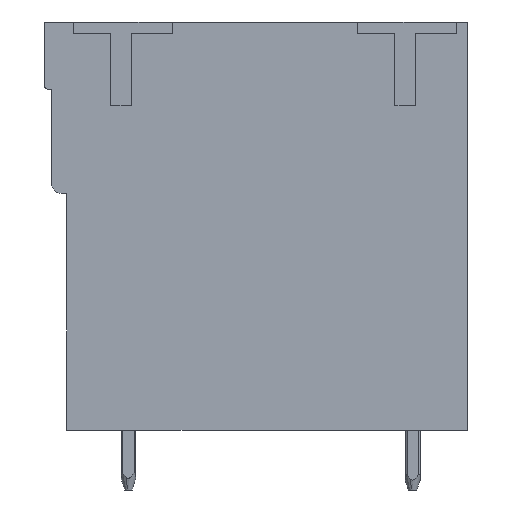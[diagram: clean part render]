
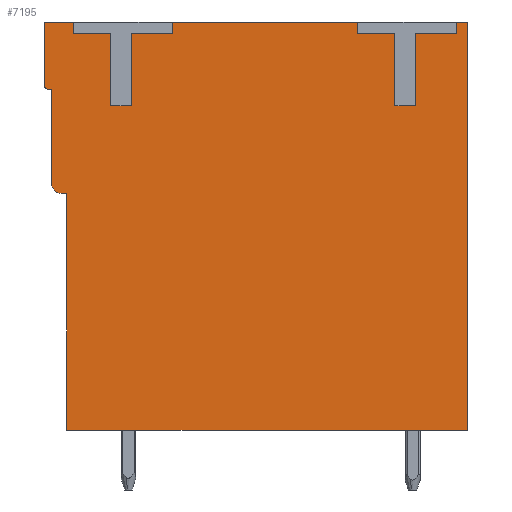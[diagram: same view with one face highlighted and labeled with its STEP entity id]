
A CAD part, left-side view. The second image highlights one B-rep face of the part: STEP entity #7195.
In plain terms, the highlighted planar face has unit normal (-1, 0, 0).
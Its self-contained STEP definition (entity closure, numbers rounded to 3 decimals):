
#6611=AXIS2_PLACEMENT_3D('Circle Axis2P3D',#6609,#6610,$) ;
#6683=AXIS2_PLACEMENT_3D('Circle Axis2P3D',#6681,#6682,$) ;
#7153=AXIS2_PLACEMENT_3D('Plane Axis2P3D',#7150,#7151,#7152) ;
#458=CARTESIAN_POINT('Vertex',(0.3,21.5,3.2)) ;
#461=CARTESIAN_POINT('Line Origine',(0.3,21.5,9.55)) ;
#465=CARTESIAN_POINT('Vertex',(0.3,21.5,15.9)) ;
#5859=CARTESIAN_POINT('Vertex',(0.3,5.9,25.1)) ;
#5862=CARTESIAN_POINT('Line Origine',(0.3,5.9,24.8)) ;
#5866=CARTESIAN_POINT('Vertex',(0.3,5.9,24.5)) ;
#5881=CARTESIAN_POINT('Line Origine',(0.3,4.9,24.5)) ;
#5885=CARTESIAN_POINT('Vertex',(0.3,3.9,24.5)) ;
#5900=CARTESIAN_POINT('Line Origine',(0.3,3.9,22.55)) ;
#5904=CARTESIAN_POINT('Vertex',(0.3,3.9,20.6)) ;
#5919=CARTESIAN_POINT('Line Origine',(0.3,3.35,20.6)) ;
#5923=CARTESIAN_POINT('Vertex',(0.3,2.8,20.6)) ;
#5938=CARTESIAN_POINT('Line Origine',(0.3,2.8,22.55)) ;
#5942=CARTESIAN_POINT('Vertex',(0.3,2.8,24.5)) ;
#5957=CARTESIAN_POINT('Line Origine',(0.3,1.7,24.5)) ;
#5961=CARTESIAN_POINT('Vertex',(0.3,0.6,24.5)) ;
#5976=CARTESIAN_POINT('Line Origine',(0.3,0.6,24.8)) ;
#5980=CARTESIAN_POINT('Vertex',(0.3,0.6,25.1)) ;
#5999=CARTESIAN_POINT('Vertex',(0.3,21.14,25.1)) ;
#6002=CARTESIAN_POINT('Line Origine',(0.3,21.14,24.8)) ;
#6006=CARTESIAN_POINT('Vertex',(0.3,21.14,24.5)) ;
#6021=CARTESIAN_POINT('Line Origine',(0.3,20.14,24.5)) ;
#6025=CARTESIAN_POINT('Vertex',(0.3,19.14,24.5)) ;
#6040=CARTESIAN_POINT('Line Origine',(0.3,19.14,22.55)) ;
#6044=CARTESIAN_POINT('Vertex',(0.3,19.14,20.6)) ;
#6059=CARTESIAN_POINT('Line Origine',(0.3,18.59,20.6)) ;
#6063=CARTESIAN_POINT('Vertex',(0.3,18.04,20.6)) ;
#6078=CARTESIAN_POINT('Line Origine',(0.3,18.04,22.55)) ;
#6082=CARTESIAN_POINT('Vertex',(0.3,18.04,24.5)) ;
#6097=CARTESIAN_POINT('Line Origine',(0.3,16.94,24.5)) ;
#6101=CARTESIAN_POINT('Vertex',(0.3,15.84,24.5)) ;
#6116=CARTESIAN_POINT('Line Origine',(0.3,15.84,24.8)) ;
#6120=CARTESIAN_POINT('Vertex',(0.3,15.84,25.1)) ;
#6585=CARTESIAN_POINT('Line Origine',(0.3,21.65,15.9)) ;
#6589=CARTESIAN_POINT('Vertex',(0.3,21.8,15.9)) ;
#6609=CARTESIAN_POINT('Axis2P3D Location',(0.3,21.8,16.4)) ;
#6613=CARTESIAN_POINT('Vertex',(0.3,22.3,16.4)) ;
#6633=CARTESIAN_POINT('Line Origine',(0.3,22.3,18.95)) ;
#6637=CARTESIAN_POINT('Vertex',(0.3,22.3,21.5)) ;
#6657=CARTESIAN_POINT('Line Origine',(0.3,22.4,21.5)) ;
#6661=CARTESIAN_POINT('Vertex',(0.3,22.5,21.5)) ;
#6681=CARTESIAN_POINT('Axis2P3D Location',(0.3,22.5,21.7)) ;
#6685=CARTESIAN_POINT('Vertex',(0.3,22.7,21.7)) ;
#6705=CARTESIAN_POINT('Line Origine',(0.3,22.7,23.4)) ;
#6709=CARTESIAN_POINT('Vertex',(0.3,22.7,25.1)) ;
#6729=CARTESIAN_POINT('Line Origine',(0.3,10.87,25.1)) ;
#6734=CARTESIAN_POINT('Line Origine',(0.3,0.3,25.1)) ;
#6738=CARTESIAN_POINT('Vertex',(0.3,0.,25.1)) ;
#6746=CARTESIAN_POINT('Line Origine',(0.3,21.92,25.1)) ;
#7150=CARTESIAN_POINT('Axis2P3D Location',(0.3,0.,0.)) ;
#7155=CARTESIAN_POINT('Line Origine',(0.3,10.75,3.2)) ;
#7159=CARTESIAN_POINT('Vertex',(0.3,0.,3.2)) ;
#7162=CARTESIAN_POINT('Line Origine',(0.3,0.,14.15)) ;
#462=DIRECTION('Vector Direction',(0.,0.,1.)) ;
#5863=DIRECTION('Vector Direction',(0.,0.,1.)) ;
#5882=DIRECTION('Vector Direction',(0.,1.,0.)) ;
#5901=DIRECTION('Vector Direction',(0.,0.,1.)) ;
#5920=DIRECTION('Vector Direction',(0.,1.,0.)) ;
#5939=DIRECTION('Vector Direction',(0.,0.,-1.)) ;
#5958=DIRECTION('Vector Direction',(0.,1.,0.)) ;
#5977=DIRECTION('Vector Direction',(0.,0.,-1.)) ;
#6003=DIRECTION('Vector Direction',(0.,0.,1.)) ;
#6022=DIRECTION('Vector Direction',(0.,1.,0.)) ;
#6041=DIRECTION('Vector Direction',(0.,0.,1.)) ;
#6060=DIRECTION('Vector Direction',(0.,1.,0.)) ;
#6079=DIRECTION('Vector Direction',(0.,0.,-1.)) ;
#6098=DIRECTION('Vector Direction',(0.,1.,0.)) ;
#6117=DIRECTION('Vector Direction',(0.,0.,-1.)) ;
#6586=DIRECTION('Vector Direction',(0.,1.,0.)) ;
#6610=DIRECTION('Axis2P3D Direction',(-1.,0.,0.)) ;
#6634=DIRECTION('Vector Direction',(0.,0.,1.)) ;
#6658=DIRECTION('Vector Direction',(0.,1.,0.)) ;
#6682=DIRECTION('Axis2P3D Direction',(-1.,0.,0.)) ;
#6706=DIRECTION('Vector Direction',(0.,0.,1.)) ;
#6730=DIRECTION('Vector Direction',(0.,-1.,0.)) ;
#6735=DIRECTION('Vector Direction',(0.,-1.,0.)) ;
#6747=DIRECTION('Vector Direction',(0.,-1.,0.)) ;
#7151=DIRECTION('Axis2P3D Direction',(-1.,0.,0.)) ;
#7152=DIRECTION('Axis2P3D XDirection',(0.,0.,1.)) ;
#7156=DIRECTION('Vector Direction',(0.,1.,0.)) ;
#7163=DIRECTION('Vector Direction',(0.,0.,-1.)) ;
#463=VECTOR('Line Direction',#462,1.) ;
#5864=VECTOR('Line Direction',#5863,1.) ;
#5883=VECTOR('Line Direction',#5882,1.) ;
#5902=VECTOR('Line Direction',#5901,1.) ;
#5921=VECTOR('Line Direction',#5920,1.) ;
#5940=VECTOR('Line Direction',#5939,1.) ;
#5959=VECTOR('Line Direction',#5958,1.) ;
#5978=VECTOR('Line Direction',#5977,1.) ;
#6004=VECTOR('Line Direction',#6003,1.) ;
#6023=VECTOR('Line Direction',#6022,1.) ;
#6042=VECTOR('Line Direction',#6041,1.) ;
#6061=VECTOR('Line Direction',#6060,1.) ;
#6080=VECTOR('Line Direction',#6079,1.) ;
#6099=VECTOR('Line Direction',#6098,1.) ;
#6118=VECTOR('Line Direction',#6117,1.) ;
#6587=VECTOR('Line Direction',#6586,1.) ;
#6635=VECTOR('Line Direction',#6634,1.) ;
#6659=VECTOR('Line Direction',#6658,1.) ;
#6707=VECTOR('Line Direction',#6706,1.) ;
#6731=VECTOR('Line Direction',#6730,1.) ;
#6736=VECTOR('Line Direction',#6735,1.) ;
#6748=VECTOR('Line Direction',#6747,1.) ;
#7157=VECTOR('Line Direction',#7156,1.) ;
#7164=VECTOR('Line Direction',#7163,1.) ;
#7168=ORIENTED_EDGE('',*,*,#6733,.T.) ;
#7169=ORIENTED_EDGE('',*,*,#6122,.F.) ;
#7170=ORIENTED_EDGE('',*,*,#6103,.F.) ;
#7171=ORIENTED_EDGE('',*,*,#6084,.F.) ;
#7172=ORIENTED_EDGE('',*,*,#6065,.F.) ;
#7173=ORIENTED_EDGE('',*,*,#6046,.F.) ;
#7174=ORIENTED_EDGE('',*,*,#6027,.F.) ;
#7175=ORIENTED_EDGE('',*,*,#6008,.F.) ;
#7176=ORIENTED_EDGE('',*,*,#6750,.T.) ;
#7177=ORIENTED_EDGE('',*,*,#6711,.T.) ;
#7178=ORIENTED_EDGE('',*,*,#6687,.T.) ;
#7179=ORIENTED_EDGE('',*,*,#6663,.T.) ;
#7180=ORIENTED_EDGE('',*,*,#6639,.T.) ;
#7181=ORIENTED_EDGE('',*,*,#6615,.T.) ;
#7182=ORIENTED_EDGE('',*,*,#6591,.T.) ;
#7183=ORIENTED_EDGE('',*,*,#467,.T.) ;
#7184=ORIENTED_EDGE('',*,*,#7161,.T.) ;
#7185=ORIENTED_EDGE('',*,*,#7166,.T.) ;
#7186=ORIENTED_EDGE('',*,*,#6740,.T.) ;
#7187=ORIENTED_EDGE('',*,*,#5982,.F.) ;
#7188=ORIENTED_EDGE('',*,*,#5963,.F.) ;
#7189=ORIENTED_EDGE('',*,*,#5944,.F.) ;
#7190=ORIENTED_EDGE('',*,*,#5925,.F.) ;
#7191=ORIENTED_EDGE('',*,*,#5906,.F.) ;
#7192=ORIENTED_EDGE('',*,*,#5887,.F.) ;
#7193=ORIENTED_EDGE('',*,*,#5868,.F.) ;
#7195=ADVANCED_FACE('HOUSING',(#7194),#7154,.T.) ;
#6612=CIRCLE('generated circle',#6611,0.5) ;
#6684=CIRCLE('generated circle',#6683,0.2) ;
#467=EDGE_CURVE('',#466,#459,#464,.F.) ;
#5868=EDGE_CURVE('',#5860,#5867,#5865,.F.) ;
#5887=EDGE_CURVE('',#5867,#5886,#5884,.F.) ;
#5906=EDGE_CURVE('',#5886,#5905,#5903,.F.) ;
#5925=EDGE_CURVE('',#5905,#5924,#5922,.F.) ;
#5944=EDGE_CURVE('',#5924,#5943,#5941,.F.) ;
#5963=EDGE_CURVE('',#5943,#5962,#5960,.F.) ;
#5982=EDGE_CURVE('',#5962,#5981,#5979,.F.) ;
#6008=EDGE_CURVE('',#6000,#6007,#6005,.F.) ;
#6027=EDGE_CURVE('',#6007,#6026,#6024,.F.) ;
#6046=EDGE_CURVE('',#6026,#6045,#6043,.F.) ;
#6065=EDGE_CURVE('',#6045,#6064,#6062,.F.) ;
#6084=EDGE_CURVE('',#6064,#6083,#6081,.F.) ;
#6103=EDGE_CURVE('',#6083,#6102,#6100,.F.) ;
#6122=EDGE_CURVE('',#6102,#6121,#6119,.F.) ;
#6591=EDGE_CURVE('',#6590,#466,#6588,.F.) ;
#6615=EDGE_CURVE('',#6614,#6590,#6612,.T.) ;
#6639=EDGE_CURVE('',#6638,#6614,#6636,.F.) ;
#6663=EDGE_CURVE('',#6662,#6638,#6660,.F.) ;
#6687=EDGE_CURVE('',#6686,#6662,#6684,.T.) ;
#6711=EDGE_CURVE('',#6710,#6686,#6708,.F.) ;
#6733=EDGE_CURVE('',#5860,#6121,#6732,.F.) ;
#6740=EDGE_CURVE('',#6739,#5981,#6737,.F.) ;
#6750=EDGE_CURVE('',#6000,#6710,#6749,.F.) ;
#7161=EDGE_CURVE('',#459,#7160,#7158,.F.) ;
#7166=EDGE_CURVE('',#7160,#6739,#7165,.F.) ;
#7167=EDGE_LOOP('',(#7168,#7169,#7170,#7171,#7172,#7173,#7174,#7175,#7176,#7177,#7178,#7179,#7180,#7181,#7182,#7183,#7184,#7185,#7186,#7187,#7188,#7189,#7190,#7191,#7192,#7193)) ;
#7194=FACE_OUTER_BOUND('',#7167,.T.) ;
#464=LINE('Line',#461,#463) ;
#5865=LINE('Line',#5862,#5864) ;
#5884=LINE('Line',#5881,#5883) ;
#5903=LINE('Line',#5900,#5902) ;
#5922=LINE('Line',#5919,#5921) ;
#5941=LINE('Line',#5938,#5940) ;
#5960=LINE('Line',#5957,#5959) ;
#5979=LINE('Line',#5976,#5978) ;
#6005=LINE('Line',#6002,#6004) ;
#6024=LINE('Line',#6021,#6023) ;
#6043=LINE('Line',#6040,#6042) ;
#6062=LINE('Line',#6059,#6061) ;
#6081=LINE('Line',#6078,#6080) ;
#6100=LINE('Line',#6097,#6099) ;
#6119=LINE('Line',#6116,#6118) ;
#6588=LINE('Line',#6585,#6587) ;
#6636=LINE('Line',#6633,#6635) ;
#6660=LINE('Line',#6657,#6659) ;
#6708=LINE('Line',#6705,#6707) ;
#6732=LINE('Line',#6729,#6731) ;
#6737=LINE('Line',#6734,#6736) ;
#6749=LINE('Line',#6746,#6748) ;
#7158=LINE('Line',#7155,#7157) ;
#7165=LINE('Line',#7162,#7164) ;
#7154=PLANE('',#7153) ;
#459=VERTEX_POINT('',#458) ;
#466=VERTEX_POINT('',#465) ;
#5860=VERTEX_POINT('',#5859) ;
#5867=VERTEX_POINT('',#5866) ;
#5886=VERTEX_POINT('',#5885) ;
#5905=VERTEX_POINT('',#5904) ;
#5924=VERTEX_POINT('',#5923) ;
#5943=VERTEX_POINT('',#5942) ;
#5962=VERTEX_POINT('',#5961) ;
#5981=VERTEX_POINT('',#5980) ;
#6000=VERTEX_POINT('',#5999) ;
#6007=VERTEX_POINT('',#6006) ;
#6026=VERTEX_POINT('',#6025) ;
#6045=VERTEX_POINT('',#6044) ;
#6064=VERTEX_POINT('',#6063) ;
#6083=VERTEX_POINT('',#6082) ;
#6102=VERTEX_POINT('',#6101) ;
#6121=VERTEX_POINT('',#6120) ;
#6590=VERTEX_POINT('',#6589) ;
#6614=VERTEX_POINT('',#6613) ;
#6638=VERTEX_POINT('',#6637) ;
#6662=VERTEX_POINT('',#6661) ;
#6686=VERTEX_POINT('',#6685) ;
#6710=VERTEX_POINT('',#6709) ;
#6739=VERTEX_POINT('',#6738) ;
#7160=VERTEX_POINT('',#7159) ;
